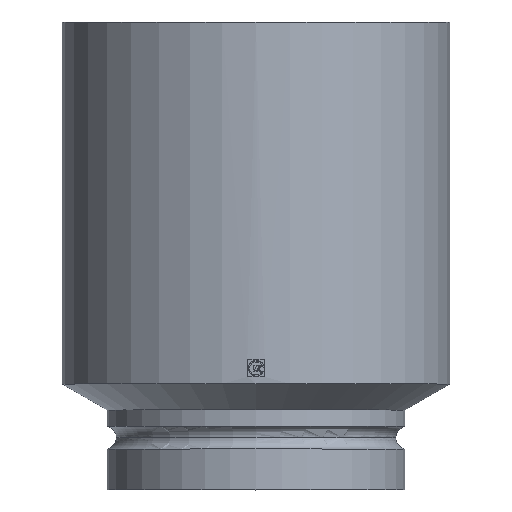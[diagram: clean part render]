
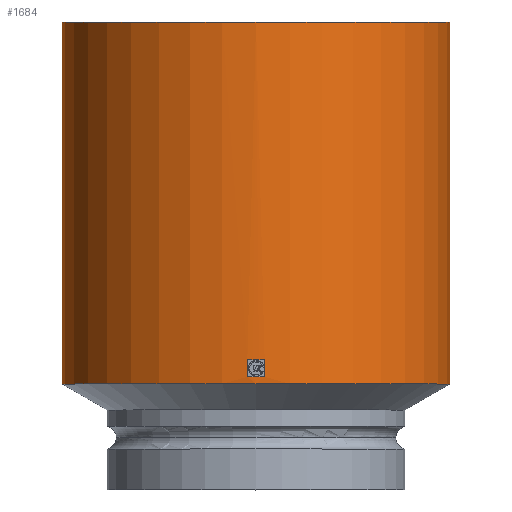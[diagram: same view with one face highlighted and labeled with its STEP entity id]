
A CAD part, top view. The second image highlights one B-rep face of the part: STEP entity #1684.
In plain terms, the highlighted cylindrical face has radius 56 mm (diameter 112 mm), a partial arc.
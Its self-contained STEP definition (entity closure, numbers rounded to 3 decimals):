
#9 = CIRCLE ( 'NONE', #271, 56. ) ;
#31 = ORIENTED_EDGE ( 'NONE', *, *, #47, .F. ) ;
#47 = EDGE_CURVE ( 'NONE', #356, #494, #560, .T. ) ;
#71 = ORIENTED_EDGE ( 'NONE', *, *, #104, .F. ) ;
#104 = EDGE_CURVE ( 'NONE', #1167, #1768, #703, .T. ) ;
#126 = CARTESIAN_POINT ( 'NONE',  ( 56., 135., 0. ) ) ;
#170 = ORIENTED_EDGE ( 'NONE', *, *, #1380, .T. ) ;
#228 = LINE ( 'NONE', #490, #436 ) ;
#246 = ORIENTED_EDGE ( 'NONE', *, *, #1295, .F. ) ;
#271 = AXIS2_PLACEMENT_3D ( 'NONE', #1529, #862, #323 ) ;
#315 = DIRECTION ( 'NONE',  ( 0., -1., 0. ) ) ;
#323 = DIRECTION ( 'NONE',  ( -0.045, 0., 0.999 ) ) ;
#326 = DIRECTION ( 'NONE',  ( 0., -1., 0. ) ) ;
#341 = CARTESIAN_POINT ( 'NONE',  ( 0., 135., 0. ) ) ;
#356 = VERTEX_POINT ( 'NONE', #126 ) ;
#368 = ORIENTED_EDGE ( 'NONE', *, *, #792, .F. ) ;
#377 = CARTESIAN_POINT ( 'NONE',  ( -2.499, 32.506, 55.944 ) ) ;
#436 = VECTOR ( 'NONE', #1319, 1000. ) ;
#467 = EDGE_LOOP ( 'NONE', ( #748, #170, #1031, #31 ) ) ;
#490 = CARTESIAN_POINT ( 'NONE',  ( -56., 2.042, 0. ) ) ;
#494 = VERTEX_POINT ( 'NONE', #1699 ) ;
#506 = ORIENTED_EDGE ( 'NONE', *, *, #683, .T. ) ;
#517 = CIRCLE ( 'NONE', #1441, 56. ) ;
#526 = DIRECTION ( 'NONE',  ( 0., -1., 0. ) ) ;
#535 = DIRECTION ( 'NONE',  ( -0.045, 0., 0.999 ) ) ;
#544 = AXIS2_PLACEMENT_3D ( 'NONE', #1277, #315, #1244 ) ;
#553 = AXIS2_PLACEMENT_3D ( 'NONE', #1571, #774, #611 ) ;
#560 = LINE ( 'NONE', #701, #1193 ) ;
#594 = LINE ( 'NONE', #1544, #684 ) ;
#602 = CARTESIAN_POINT ( 'NONE',  ( 2.499, 37.481, 55.944 ) ) ;
#611 = DIRECTION ( 'NONE',  ( 1., 0., 0. ) ) ;
#683 = EDGE_CURVE ( 'NONE', #1167, #1175, #9, .T. ) ;
#684 = VECTOR ( 'NONE', #326, 1000. ) ;
#701 = CARTESIAN_POINT ( 'NONE',  ( 56., 2.042, 0. ) ) ;
#703 = LINE ( 'NONE', #1120, #846 ) ;
#727 = FACE_OUTER_BOUND ( 'NONE', #467, .T. ) ;
#748 = ORIENTED_EDGE ( 'NONE', *, *, #1389, .T. ) ;
#753 = CIRCLE ( 'NONE', #1468, 56. ) ;
#774 = DIRECTION ( 'NONE',  ( 0., -1., 0. ) ) ;
#779 = VERTEX_POINT ( 'NONE', #1612 ) ;
#792 = EDGE_CURVE ( 'NONE', #1768, #779, #753, .T. ) ;
#846 = VECTOR ( 'NONE', #1028, 1000. ) ;
#854 = FACE_BOUND ( 'NONE', #1336, .T. ) ;
#862 = DIRECTION ( 'NONE',  ( 0., -1., 0. ) ) ;
#1000 = CYLINDRICAL_SURFACE ( 'NONE', #544, 56. ) ;
#1020 = CIRCLE ( 'NONE', #553, 56. ) ;
#1028 = DIRECTION ( 'NONE',  ( 0., 1., 0. ) ) ;
#1031 = ORIENTED_EDGE ( 'NONE', *, *, #1373, .F. ) ;
#1111 = DIRECTION ( 'NONE',  ( 0., -1., 0. ) ) ;
#1120 = CARTESIAN_POINT ( 'NONE',  ( 2.499, 32.506, 55.944 ) ) ;
#1167 = VERTEX_POINT ( 'NONE', #1487 ) ;
#1174 = DIRECTION ( 'NONE',  ( 1., 0., 0. ) ) ;
#1175 = VERTEX_POINT ( 'NONE', #377 ) ;
#1193 = VECTOR ( 'NONE', #1111, 1000. ) ;
#1244 = DIRECTION ( 'NONE',  ( 1., 0., 0. ) ) ;
#1256 = VERTEX_POINT ( 'NONE', #1409 ) ;
#1277 = CARTESIAN_POINT ( 'NONE',  ( 0., 2.042, 0. ) ) ;
#1295 = EDGE_CURVE ( 'NONE', #779, #1175, #594, .T. ) ;
#1319 = DIRECTION ( 'NONE',  ( 0., -1., 0. ) ) ;
#1336 = EDGE_LOOP ( 'NONE', ( #246, #368, #71, #506 ) ) ;
#1373 = EDGE_CURVE ( 'NONE', #494, #1488, #1020, .T. ) ;
#1380 = EDGE_CURVE ( 'NONE', #1256, #1488, #228, .T. ) ;
#1389 = EDGE_CURVE ( 'NONE', #356, #1256, #517, .T. ) ;
#1409 = CARTESIAN_POINT ( 'NONE',  ( -56., 135., 0. ) ) ;
#1441 = AXIS2_PLACEMENT_3D ( 'NONE', #341, #1449, #1174 ) ;
#1449 = DIRECTION ( 'NONE',  ( 0., -1., 0. ) ) ;
#1468 = AXIS2_PLACEMENT_3D ( 'NONE', #1769, #526, #535 ) ;
#1487 = CARTESIAN_POINT ( 'NONE',  ( 2.499, 32.506, 55.944 ) ) ;
#1488 = VERTEX_POINT ( 'NONE', #1599 ) ;
#1529 = CARTESIAN_POINT ( 'NONE',  ( 0., 32.506, 0. ) ) ;
#1544 = CARTESIAN_POINT ( 'NONE',  ( -2.499, 37.481, 55.944 ) ) ;
#1571 = CARTESIAN_POINT ( 'NONE',  ( 0., 30.506, 0. ) ) ;
#1599 = CARTESIAN_POINT ( 'NONE',  ( -56., 30.506, 0. ) ) ;
#1612 = CARTESIAN_POINT ( 'NONE',  ( -2.499, 37.481, 55.944 ) ) ;
#1684 = ADVANCED_FACE ( 'NONE', ( #854, #727 ), #1000, .T. ) ;
#1699 = CARTESIAN_POINT ( 'NONE',  ( 56., 30.506, 0. ) ) ;
#1768 = VERTEX_POINT ( 'NONE', #602 ) ;
#1769 = CARTESIAN_POINT ( 'NONE',  ( 0., 37.481, 0. ) ) ;
